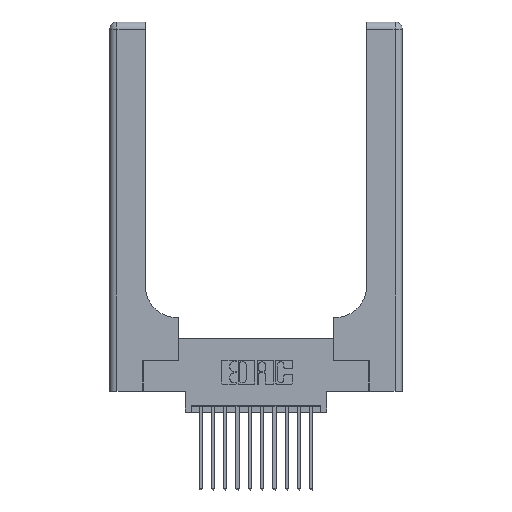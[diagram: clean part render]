
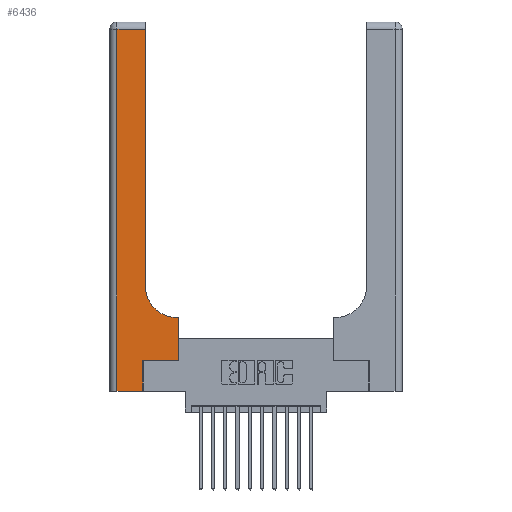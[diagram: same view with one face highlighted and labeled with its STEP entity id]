
A CAD part, top view. The second image highlights one B-rep face of the part: STEP entity #6436.
In plain terms, the highlighted planar face has unit normal (0, 0, 1).
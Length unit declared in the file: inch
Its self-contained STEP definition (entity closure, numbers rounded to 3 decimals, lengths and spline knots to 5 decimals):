
#115 = CARTESIAN_POINT ( 'NONE',  ( 0.2915, 2.94, 0.37 ) ) ;
#156 = CARTESIAN_POINT ( 'NONE',  ( 0.269, 0.25, 0.37 ) ) ;
#167 = AXIS2_PLACEMENT_3D ( 'NONE', #16321, #202, #9692 ) ;
#202 = DIRECTION ( 'NONE',  ( 0., 0., -1. ) ) ;
#215 = LINE ( 'NONE', #8915, #7038 ) ;
#329 = EDGE_CURVE ( 'NONE', #15359, #5874, #5281, .T. ) ;
#668 = CARTESIAN_POINT ( 'NONE',  ( 0.06, 2.94, 0.37 ) ) ;
#1051 = AXIS2_PLACEMENT_3D ( 'NONE', #4494, #3825, #3815 ) ;
#1394 = ORIENTED_EDGE ( 'NONE', *, *, #14731, .T. ) ;
#1396 = EDGE_CURVE ( 'NONE', #7412, #14956, #14717, .T. ) ;
#1643 = LINE ( 'NONE', #10169, #8827 ) ;
#1791 = CARTESIAN_POINT ( 'NONE',  ( 0.2915, 0.6, 0.37 ) ) ;
#2030 = EDGE_CURVE ( 'NONE', #5874, #17245, #1643, .T. ) ;
#2073 = DIRECTION ( 'NONE',  ( 1., 0., 0. ) ) ;
#2100 = VECTOR ( 'NONE', #11630, 39.37008 ) ;
#2396 = LINE ( 'NONE', #7408, #9139 ) ;
#3008 = ORIENTED_EDGE ( 'NONE', *, *, #1396, .T. ) ;
#3067 = EDGE_CURVE ( 'NONE', #6458, #7412, #9221, .T. ) ;
#3470 = VERTEX_POINT ( 'NONE', #5562 ) ;
#3623 = DIRECTION ( 'NONE',  ( 0., 1., 0. ) ) ;
#3662 = CARTESIAN_POINT ( 'NONE',  ( 0.5585, 0.25, 0.37 ) ) ;
#3815 = DIRECTION ( 'NONE',  ( 1., 0., 0. ) ) ;
#3825 = DIRECTION ( 'NONE',  ( 0., 0., -1. ) ) ;
#4269 = PLANE ( 'NONE',  #167 ) ;
#4494 = CARTESIAN_POINT ( 'NONE',  ( 0.5415, 0.85, 0.37 ) ) ;
#4680 = DIRECTION ( 'NONE',  ( -1., 0., 0. ) ) ;
#5011 = ORIENTED_EDGE ( 'NONE', *, *, #9457, .T. ) ;
#5281 = LINE ( 'NONE', #12308, #2100 ) ;
#5415 = DIRECTION ( 'NONE',  ( 0., 1., 0. ) ) ;
#5562 = CARTESIAN_POINT ( 'NONE',  ( 0.269, 0.25, 0.37 ) ) ;
#5874 = VERTEX_POINT ( 'NONE', #11017 ) ;
#6436 = ADVANCED_FACE ( 'NONE', ( #9363 ), #4269, .F. ) ;
#6458 = VERTEX_POINT ( 'NONE', #12393 ) ;
#6696 = EDGE_CURVE ( 'NONE', #7617, #15359, #2396, .T. ) ;
#6803 = EDGE_CURVE ( 'NONE', #14956, #7617, #215, .T. ) ;
#7038 = VECTOR ( 'NONE', #3623, 39.37008 ) ;
#7408 = CARTESIAN_POINT ( 'NONE',  ( 0., 2.94, 0.37 ) ) ;
#7412 = VERTEX_POINT ( 'NONE', #14608 ) ;
#7617 = VERTEX_POINT ( 'NONE', #115 ) ;
#7784 = ORIENTED_EDGE ( 'NONE', *, *, #329, .T. ) ;
#7805 = ORIENTED_EDGE ( 'NONE', *, *, #3067, .T. ) ;
#8827 = VECTOR ( 'NONE', #2073, 39.37008 ) ;
#8915 = CARTESIAN_POINT ( 'NONE',  ( 0.2915, 3., 0.37 ) ) ;
#8970 = ORIENTED_EDGE ( 'NONE', *, *, #6696, .T. ) ;
#9011 = DIRECTION ( 'NONE',  ( 0., 1., 0. ) ) ;
#9093 = VECTOR ( 'NONE', #9011, 39.37008 ) ;
#9139 = VECTOR ( 'NONE', #4680, 39.37008 ) ;
#9221 = LINE ( 'NONE', #1791, #15943 ) ;
#9363 = FACE_OUTER_BOUND ( 'NONE', #11264, .T. ) ;
#9457 = EDGE_CURVE ( 'NONE', #17245, #3470, #13475, .T. ) ;
#9692 = DIRECTION ( 'NONE',  ( -1., 0., 0. ) ) ;
#9775 = ORIENTED_EDGE ( 'NONE', *, *, #2030, .T. ) ;
#9816 = DIRECTION ( 'NONE',  ( 1., 0., 0. ) ) ;
#10067 = CARTESIAN_POINT ( 'NONE',  ( 0.269, 0., 0.37 ) ) ;
#10169 = CARTESIAN_POINT ( 'NONE',  ( 0., 0., 0.37 ) ) ;
#10448 = LINE ( 'NONE', #156, #13586 ) ;
#10803 = CARTESIAN_POINT ( 'NONE',  ( 0.269, 0., 0.37 ) ) ;
#11017 = CARTESIAN_POINT ( 'NONE',  ( 0.06, 0., 0.37 ) ) ;
#11264 = EDGE_LOOP ( 'NONE', ( #14131, #8970, #7784, #9775, #5011, #1394, #16099, #7805, #3008 ) ) ;
#11630 = DIRECTION ( 'NONE',  ( 0., -1., 0. ) ) ;
#12041 = VERTEX_POINT ( 'NONE', #16582 ) ;
#12251 = LINE ( 'NONE', #3662, #9093 ) ;
#12308 = CARTESIAN_POINT ( 'NONE',  ( 0.06, 3., 0.37 ) ) ;
#12393 = CARTESIAN_POINT ( 'NONE',  ( 0.5585, 0.6, 0.37 ) ) ;
#12579 = DIRECTION ( 'NONE',  ( -1., 0., 0. ) ) ;
#13037 = VECTOR ( 'NONE', #5415, 39.37008 ) ;
#13156 = CARTESIAN_POINT ( 'NONE',  ( 0.2915, 0.85, 0.37 ) ) ;
#13475 = LINE ( 'NONE', #10803, #13037 ) ;
#13586 = VECTOR ( 'NONE', #9816, 39.37008 ) ;
#14131 = ORIENTED_EDGE ( 'NONE', *, *, #6803, .T. ) ;
#14608 = CARTESIAN_POINT ( 'NONE',  ( 0.5415, 0.6, 0.37 ) ) ;
#14717 = CIRCLE ( 'NONE', #1051, 0.25 ) ;
#14731 = EDGE_CURVE ( 'NONE', #3470, #12041, #10448, .T. ) ;
#14956 = VERTEX_POINT ( 'NONE', #13156 ) ;
#15359 = VERTEX_POINT ( 'NONE', #668 ) ;
#15943 = VECTOR ( 'NONE', #12579, 39.37008 ) ;
#16099 = ORIENTED_EDGE ( 'NONE', *, *, #16718, .T. ) ;
#16321 = CARTESIAN_POINT ( 'NONE',  ( 0., 3., 0.37 ) ) ;
#16582 = CARTESIAN_POINT ( 'NONE',  ( 0.5585, 0.25, 0.37 ) ) ;
#16718 = EDGE_CURVE ( 'NONE', #12041, #6458, #12251, .T. ) ;
#17245 = VERTEX_POINT ( 'NONE', #10067 ) ;
